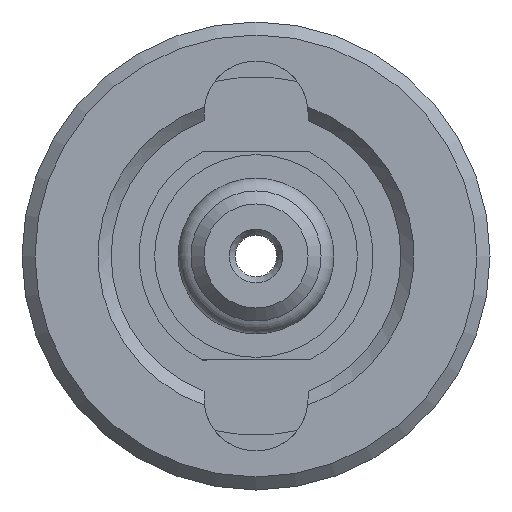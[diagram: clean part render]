
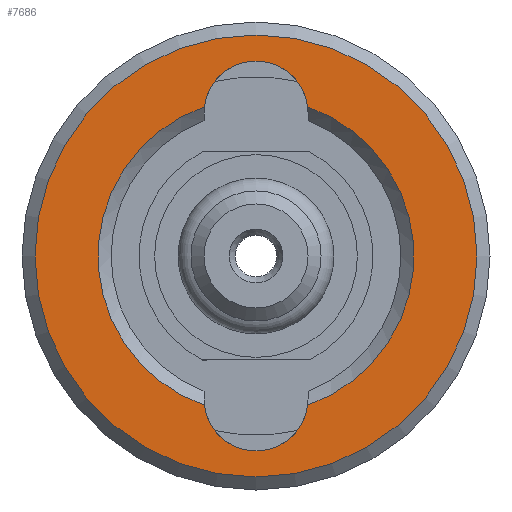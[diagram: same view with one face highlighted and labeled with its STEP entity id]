
A CAD part, left-side view. The second image highlights one B-rep face of the part: STEP entity #7686.
In plain terms, the highlighted planar face has unit normal (-1, 0, 0).
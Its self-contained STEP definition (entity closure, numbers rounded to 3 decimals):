
#1108=FACE_BOUND('',#1931,.T.);
#1487=FACE_OUTER_BOUND('',#1930,.T.);
#1930=EDGE_LOOP('',(#6964));
#1931=EDGE_LOOP('',(#6965,#6966,#6967,#6968));
#3067=CIRCLE('',#8176,6.074);
#3069=CIRCLE('',#8180,6.074);
#3071=CIRCLE('',#8185,2.);
#3072=CIRCLE('',#8188,2.);
#3073=CIRCLE('',#8190,8.5);
#3799=VERTEX_POINT('',#53877);
#3800=VERTEX_POINT('',#53884);
#3804=VERTEX_POINT('',#53906);
#3805=VERTEX_POINT('',#53913);
#3806=VERTEX_POINT('',#53932);
#4860=EDGE_CURVE('',#3800,#3799,#3067,.T.);
#4869=EDGE_CURVE('',#3804,#3805,#3069,.T.);
#4873=EDGE_CURVE('',#3805,#3800,#3071,.T.);
#4874=EDGE_CURVE('',#3799,#3804,#3072,.T.);
#4875=EDGE_CURVE('',#3806,#3806,#3073,.T.);
#6964=ORIENTED_EDGE('',*,*,#4875,.F.);
#6965=ORIENTED_EDGE('',*,*,#4874,.T.);
#6966=ORIENTED_EDGE('',*,*,#4869,.T.);
#6967=ORIENTED_EDGE('',*,*,#4873,.T.);
#6968=ORIENTED_EDGE('',*,*,#4860,.T.);
#7305=PLANE('',#8189);
#7686=ADVANCED_FACE('',(#1487,#1108),#7305,.T.);
#8176=AXIS2_PLACEMENT_3D('',#53885,#9577,#9578);
#8180=AXIS2_PLACEMENT_3D('',#53920,#9587,#9588);
#8185=AXIS2_PLACEMENT_3D('',#53927,#9599,#9600);
#8188=AXIS2_PLACEMENT_3D('',#53930,#9605,#9606);
#8189=AXIS2_PLACEMENT_3D('',#53931,#9607,#9608);
#8190=AXIS2_PLACEMENT_3D('',#53933,#9609,#9610);
#9577=DIRECTION('center_axis',(1.,0.,0.));
#9578=DIRECTION('ref_axis',(0.,1.,0.));
#9587=DIRECTION('center_axis',(1.,0.,0.));
#9588=DIRECTION('ref_axis',(0.,1.,0.));
#9599=DIRECTION('center_axis',(1.,0.,0.));
#9600=DIRECTION('ref_axis',(0.,-1.,0.));
#9605=DIRECTION('center_axis',(1.,0.,0.));
#9606=DIRECTION('ref_axis',(0.,1.,0.));
#9607=DIRECTION('center_axis',(-1.,0.,0.));
#9608=DIRECTION('ref_axis',(0.,0.,1.));
#9609=DIRECTION('center_axis',(1.,0.,0.));
#9610=DIRECTION('ref_axis',(0.,-1.,0.));
#53877=CARTESIAN_POINT('',(0.,-1.986,-5.74));
#53884=CARTESIAN_POINT('',(0.,-1.986,5.74));
#53885=CARTESIAN_POINT('Origin',(0.,0.,0.));
#53906=CARTESIAN_POINT('',(0.,1.986,-5.74));
#53913=CARTESIAN_POINT('',(0.,1.986,5.74));
#53920=CARTESIAN_POINT('Origin',(0.,0.,0.));
#53927=CARTESIAN_POINT('Origin',(0.,0.,5.5));
#53930=CARTESIAN_POINT('Origin',(0.,0.,-5.5));
#53931=CARTESIAN_POINT('Origin',(0.,4.5,0.));
#53932=CARTESIAN_POINT('',(0.,8.5,0.));
#53933=CARTESIAN_POINT('Origin',(0.,0.,0.));
